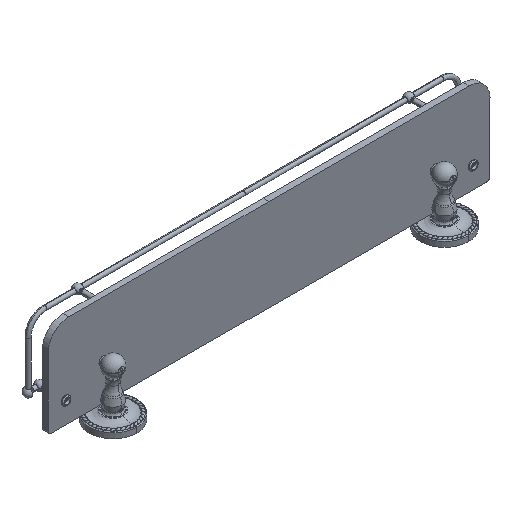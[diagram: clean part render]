
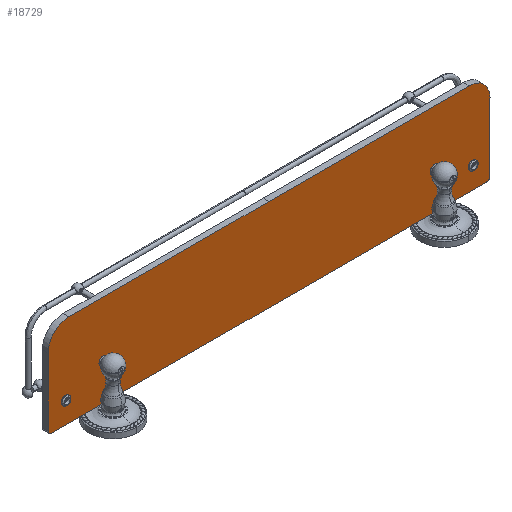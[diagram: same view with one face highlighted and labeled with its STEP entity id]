
A CAD part, isometric view. The second image highlights one B-rep face of the part: STEP entity #18729.
In plain terms, the highlighted face is planar.
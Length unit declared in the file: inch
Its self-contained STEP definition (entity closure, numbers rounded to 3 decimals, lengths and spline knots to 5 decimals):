
#9255=CARTESIAN_POINT('',(19.87525,-4.32045,
0.5299));
#9256=DIRECTION('',(0.,0.,-1.));
#9257=DIRECTION('',(1.,0.,0.));
#9258=AXIS2_PLACEMENT_3D('',#9255,#9256,#9257);
#9260=CARTESIAN_POINT('',(20.80276,-0.64233,
0.52991));
#9261=DIRECTION('',(0.,0.,-1.));
#9262=DIRECTION('',(0.,1.,0.));
#9263=AXIS2_PLACEMENT_3D('',#9260,#9261,#9262);
#9265=CARTESIAN_POINT('',(-2.80276,-0.64233,
0.52991));
#9266=DIRECTION('',(0.,0.,-1.));
#9267=DIRECTION('',(-1.,0.,0.));
#9268=AXIS2_PLACEMENT_3D('',#9265,#9266,#9267);
#9270=CARTESIAN_POINT('',(-1.87525,-4.32045,
0.5299));
#9271=DIRECTION('',(0.,0.,-1.));
#9272=DIRECTION('',(0.,-1.,0.));
#9273=AXIS2_PLACEMENT_3D('',#9270,#9271,#9272);
#9275=CARTESIAN_POINT('',(20.05489,-1.62643,
0.52991));
#9276=DIRECTION('',(0.,0.,1.));
#9277=DIRECTION('',(-1.,0.,0.));
#9278=AXIS2_PLACEMENT_3D('',#9275,#9276,#9277);
#9280=CARTESIAN_POINT('',(20.05489,-1.62643,
0.52991));
#9281=DIRECTION('',(0.,0.,1.));
#9282=DIRECTION('',(1.,0.,0.));
#9283=AXIS2_PLACEMENT_3D('',#9280,#9281,#9282);
#9285=CARTESIAN_POINT('',(18.,-2.4527,
0.5299));
#9286=DIRECTION('',(0.,0.,1.));
#9287=DIRECTION('',(1.,0.,0.));
#9288=AXIS2_PLACEMENT_3D('',#9285,#9286,#9287);
#9290=CARTESIAN_POINT('',(18.,-2.4527,
0.5299));
#9291=DIRECTION('',(0.,0.,1.));
#9292=DIRECTION('',(-1.,0.,0.));
#9293=AXIS2_PLACEMENT_3D('',#9290,#9291,#9292);
#9295=CARTESIAN_POINT('',(0.,-2.4527,
0.5299));
#9296=DIRECTION('',(0.,0.,1.));
#9297=DIRECTION('',(1.,0.,0.));
#9298=AXIS2_PLACEMENT_3D('',#9295,#9296,#9297);
#9300=CARTESIAN_POINT('',(0.,-2.4527,
0.5299));
#9301=DIRECTION('',(0.,0.,1.));
#9302=DIRECTION('',(-1.,0.,0.));
#9303=AXIS2_PLACEMENT_3D('',#9300,#9301,#9302);
#9305=CARTESIAN_POINT('',(-2.05489,-1.62643,
0.52991));
#9306=DIRECTION('',(0.,0.,1.));
#9307=DIRECTION('',(-1.,0.,0.));
#9308=AXIS2_PLACEMENT_3D('',#9305,#9306,#9307);
#9310=CARTESIAN_POINT('',(-2.05489,-1.62643,
0.52991));
#9311=DIRECTION('',(0.,0.,1.));
#9312=DIRECTION('',(1.,0.,0.));
#9313=AXIS2_PLACEMENT_3D('',#9310,#9311,#9312);
#9315=DIRECTION('',(1.,0.,0.));
#9316=VECTOR('',#9315,10.8754);
#9317=CARTESIAN_POINT('',(-1.8754,-5.44545,
0.5299));
#9318=LINE('',#9317,#9316);
#9323=DIRECTION('',(1.,0.,0.));
#9324=VECTOR('',#9323,10.8754);
#9325=CARTESIAN_POINT('',(9.,-5.4469,
0.52988));
#9326=LINE('',#9325,#9324);
#9435=DIRECTION('',(1.,0.,0.));
#9436=VECTOR('',#9435,11.80273);
#9437=CARTESIAN_POINT('',(-2.80273,-0.44533,
0.52991));
#9438=LINE('',#9437,#9436);
#9439=DIRECTION('',(1.,0.,0.));
#9440=VECTOR('',#9439,11.80273);
#9441=CARTESIAN_POINT('',(9.,-0.4469,
0.52988));
#9442=LINE('',#9441,#9440);
#9451=DIRECTION('',(0.,-1.,0.));
#9452=VECTOR('',#9451,3.678);
#9453=CARTESIAN_POINT('',(20.99976,-0.6423,
0.52989));
#9454=LINE('',#9453,#9452);
#9471=DIRECTION('',(0.,-1.,0.));
#9472=VECTOR('',#9471,3.678);
#9473=CARTESIAN_POINT('',(-2.99976,-0.6423,
0.52991));
#9474=LINE('',#9473,#9472);
#16421=CARTESIAN_POINT('',(0.236,-2.4527,
0.5299));
#16422=CARTESIAN_POINT('',(-0.236,-2.4527,
0.5299));
#16423=VERTEX_POINT('',#16421);
#16424=VERTEX_POINT('',#16422);
#16425=CARTESIAN_POINT('',(-1.8754,-5.44545,
0.5299));
#16426=CARTESIAN_POINT('',(9.,-5.4469,
0.52988));
#16427=VERTEX_POINT('',#16425);
#16428=VERTEX_POINT('',#16426);
#16429=CARTESIAN_POINT('',(19.8754,-5.44545,
0.52989));
#16430=VERTEX_POINT('',#16429);
#16431=CARTESIAN_POINT('',(21.00025,-4.3203,
0.52991));
#16432=VERTEX_POINT('',#16431);
#16433=CARTESIAN_POINT('',(20.99976,-0.6423,
0.52989));
#16434=VERTEX_POINT('',#16433);
#16435=CARTESIAN_POINT('',(20.80273,-0.44533,
0.52991));
#16436=VERTEX_POINT('',#16435);
#16437=CARTESIAN_POINT('',(9.,-0.4469,
0.52988));
#16438=VERTEX_POINT('',#16437);
#16439=CARTESIAN_POINT('',(-2.80273,-0.44533,
0.52991));
#16440=VERTEX_POINT('',#16439);
#16441=CARTESIAN_POINT('',(-2.99976,-0.6423,
0.52991));
#16442=VERTEX_POINT('',#16441);
#16443=CARTESIAN_POINT('',(-3.00025,-4.3203,
0.52991));
#16444=VERTEX_POINT('',#16443);
#16445=CARTESIAN_POINT('',(19.81889,-1.62643,
0.5299));
#16446=CARTESIAN_POINT('',(20.29089,-1.62643,
0.52991));
#16447=VERTEX_POINT('',#16445);
#16448=VERTEX_POINT('',#16446);
#16449=CARTESIAN_POINT('',(18.236,-2.4527,
0.5299));
#16450=CARTESIAN_POINT('',(17.764,-2.4527,
0.5299));
#16451=VERTEX_POINT('',#16449);
#16452=VERTEX_POINT('',#16450);
#16453=CARTESIAN_POINT('',(-2.29089,-1.62643,
0.52991));
#16454=CARTESIAN_POINT('',(-1.81889,-1.62643,
0.5299));
#16455=VERTEX_POINT('',#16453);
#16456=VERTEX_POINT('',#16454);
#18679=CARTESIAN_POINT('',(9.00018,-2.94533,
0.52988));
#18680=DIRECTION('',(0.,0.,1.));
#18681=DIRECTION('',(0.,1.,0.));
#18682=AXIS2_PLACEMENT_3D('',#18679,#18680,#18681);
#18683=PLANE('',#18682);
#18685=ORIENTED_EDGE('',*,*,#18684,.T.);
#18687=ORIENTED_EDGE('',*,*,#18686,.T.);
#18689=ORIENTED_EDGE('',*,*,#18688,.F.);
#18691=ORIENTED_EDGE('',*,*,#18690,.F.);
#18693=ORIENTED_EDGE('',*,*,#18692,.F.);
#18695=ORIENTED_EDGE('',*,*,#18694,.F.);
#18697=ORIENTED_EDGE('',*,*,#18696,.F.);
#18699=ORIENTED_EDGE('',*,*,#18698,.F.);
#18701=ORIENTED_EDGE('',*,*,#18700,.T.);
#18703=ORIENTED_EDGE('',*,*,#18702,.F.);
#18704=EDGE_LOOP('',(#18685,#18687,#18689,#18691,#18693,#18695,#18697,#18699,
#18701,#18703));
#18705=FACE_OUTER_BOUND('',#18704,.F.);
#18707=ORIENTED_EDGE('',*,*,#18706,.F.);
#18709=ORIENTED_EDGE('',*,*,#18708,.F.);
#18710=EDGE_LOOP('',(#18707,#18709));
#18711=FACE_BOUND('',#18710,.F.);
#18713=ORIENTED_EDGE('',*,*,#18712,.F.);
#18715=ORIENTED_EDGE('',*,*,#18714,.F.);
#18716=EDGE_LOOP('',(#18713,#18715));
#18717=FACE_BOUND('',#18716,.F.);
#18718=ORIENTED_EDGE('',*,*,#18669,.F.);
#18720=ORIENTED_EDGE('',*,*,#18719,.F.);
#18721=EDGE_LOOP('',(#18718,#18720));
#18722=FACE_BOUND('',#18721,.F.);
#18724=ORIENTED_EDGE('',*,*,#18723,.F.);
#18726=ORIENTED_EDGE('',*,*,#18725,.F.);
#18727=EDGE_LOOP('',(#18724,#18726));
#18728=FACE_BOUND('',#18727,.F.);
#18729=ADVANCED_FACE('',(#18705,#18711,#18717,#18722,#18728),#18683,.F.);
#9259=CIRCLE('',#9258,1.125);
#9264=CIRCLE('',#9263,0.197);
#9269=CIRCLE('',#9268,0.197);
#9274=CIRCLE('',#9273,1.125);
#9279=CIRCLE('',#9278,0.236);
#9284=CIRCLE('',#9283,0.236);
#9289=CIRCLE('',#9288,0.236);
#9294=CIRCLE('',#9293,0.236);
#9299=CIRCLE('',#9298,0.236);
#9304=CIRCLE('',#9303,0.236);
#9309=CIRCLE('',#9308,0.236);
#9314=CIRCLE('',#9313,0.236);
#18669=EDGE_CURVE('',#16423,#16424,#9299,.T.);
#18684=EDGE_CURVE('',#16427,#16428,#9318,.T.);
#18686=EDGE_CURVE('',#16428,#16430,#9326,.T.);
#18688=EDGE_CURVE('',#16432,#16430,#9259,.T.);
#18690=EDGE_CURVE('',#16434,#16432,#9454,.T.);
#18692=EDGE_CURVE('',#16436,#16434,#9264,.T.);
#18694=EDGE_CURVE('',#16438,#16436,#9442,.T.);
#18696=EDGE_CURVE('',#16440,#16438,#9438,.T.);
#18698=EDGE_CURVE('',#16442,#16440,#9269,.T.);
#18700=EDGE_CURVE('',#16442,#16444,#9474,.T.);
#18702=EDGE_CURVE('',#16427,#16444,#9274,.T.);
#18706=EDGE_CURVE('',#16447,#16448,#9279,.T.);
#18708=EDGE_CURVE('',#16448,#16447,#9284,.T.);
#18712=EDGE_CURVE('',#16451,#16452,#9289,.T.);
#18714=EDGE_CURVE('',#16452,#16451,#9294,.T.);
#18719=EDGE_CURVE('',#16424,#16423,#9304,.T.);
#18723=EDGE_CURVE('',#16455,#16456,#9309,.T.);
#18725=EDGE_CURVE('',#16456,#16455,#9314,.T.);
